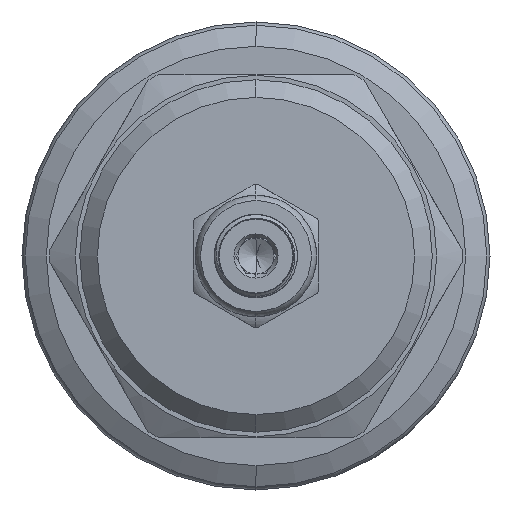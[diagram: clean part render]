
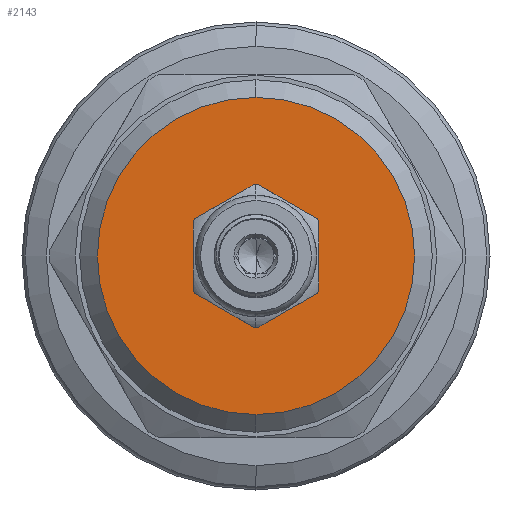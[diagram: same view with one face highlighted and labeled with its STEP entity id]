
A CAD part, left-side view. The second image highlights one B-rep face of the part: STEP entity #2143.
In plain terms, the highlighted planar face has unit normal (-1, 0, 0).
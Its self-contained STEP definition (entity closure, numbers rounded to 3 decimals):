
#123 = EDGE_LOOP ( 'NONE', ( #5639, #5765 ) ) ;
#221 = EDGE_LOOP ( 'NONE', ( #5763, #5764 ) ) ;
#2143 = ADVANCED_FACE ( 'NONE', ( #15345, #15334 ), #12406, .F. ) ;
#2369 = CARTESIAN_POINT ( 'NONE',  ( -12.55, 0., -6.875 ) ) ;
#2454 = CARTESIAN_POINT ( 'NONE',  ( -12.55, 0., 18. ) ) ;
#3108 = CARTESIAN_POINT ( 'NONE',  ( -12.55, 0., 0. ) ) ;
#3109 = DIRECTION ( 'NONE',  ( 1., 0., 0. ) ) ;
#3110 = DIRECTION ( 'NONE',  ( 0., 0., -1. ) ) ;
#3221 = CARTESIAN_POINT ( 'NONE',  ( -12.55, 0., 0. ) ) ;
#3222 = DIRECTION ( 'NONE',  ( -1., 0., 0. ) ) ;
#3223 = DIRECTION ( 'NONE',  ( 0., 0., -1. ) ) ;
#4384 = CARTESIAN_POINT ( 'NONE',  ( -12.55, 0., 0. ) ) ;
#4385 = DIRECTION ( 'NONE',  ( -1., 0., 0. ) ) ;
#4386 = DIRECTION ( 'NONE',  ( 0., 0., -1. ) ) ;
#4632 = CIRCLE ( 'NONE', #12597, 18. ) ;
#4986 = CARTESIAN_POINT ( 'NONE',  ( -12.55, 0., -18. ) ) ;
#5016 = CARTESIAN_POINT ( 'NONE',  ( -12.55, 0., 6.875 ) ) ;
#5353 = CIRCLE ( 'NONE', #12629, 18. ) ;
#5364 = CIRCLE ( 'NONE', #12638, 6.875 ) ;
#5639 = ORIENTED_EDGE ( 'NONE', *, *, #11575, .T. ) ;
#5763 = ORIENTED_EDGE ( 'NONE', *, *, #17903, .T. ) ;
#5764 = ORIENTED_EDGE ( 'NONE', *, *, #19117, .T. ) ;
#5765 = ORIENTED_EDGE ( 'NONE', *, *, #19102, .T. ) ;
#11575 = EDGE_CURVE ( 'NONE', #18158, #18295, #14466, .T. ) ;
#12398 = CARTESIAN_POINT ( 'NONE',  ( -12.55, 0., 0. ) ) ;
#12403 = DIRECTION ( 'NONE',  ( 0., 0., -1. ) ) ;
#12404 = DIRECTION ( 'NONE',  ( 1., 0., 0. ) ) ;
#12406 = PLANE ( 'NONE',  #13199 ) ;
#12597 = AXIS2_PLACEMENT_3D ( 'NONE', #4384, #4385, #4386 ) ;
#12629 = AXIS2_PLACEMENT_3D ( 'NONE', #3221, #3222, #3223 ) ;
#12638 = AXIS2_PLACEMENT_3D ( 'NONE', #3108, #3109, #3110 ) ;
#12903 = AXIS2_PLACEMENT_3D ( 'NONE', #16052, #16053, #16054 ) ;
#13199 = AXIS2_PLACEMENT_3D ( 'NONE', #12398, #12404, #12403 ) ;
#14466 = CIRCLE ( 'NONE', #12903, 6.875 ) ;
#15334 = FACE_BOUND ( 'NONE', #123, .T. ) ;
#15345 = FACE_OUTER_BOUND ( 'NONE', #221, .T. ) ;
#16052 = CARTESIAN_POINT ( 'NONE',  ( -12.55, 0., 0. ) ) ;
#16053 = DIRECTION ( 'NONE',  ( 1., 0., 0. ) ) ;
#16054 = DIRECTION ( 'NONE',  ( 0., 0., -1. ) ) ;
#17903 = EDGE_CURVE ( 'NONE', #18126, #18398, #4632, .T. ) ;
#18126 = VERTEX_POINT ( 'NONE', #4986 ) ;
#18158 = VERTEX_POINT ( 'NONE', #5016 ) ;
#18295 = VERTEX_POINT ( 'NONE', #2369 ) ;
#18398 = VERTEX_POINT ( 'NONE', #2454 ) ;
#19102 = EDGE_CURVE ( 'NONE', #18295, #18158, #5364, .T. ) ;
#19117 = EDGE_CURVE ( 'NONE', #18398, #18126, #5353, .T. ) ;
